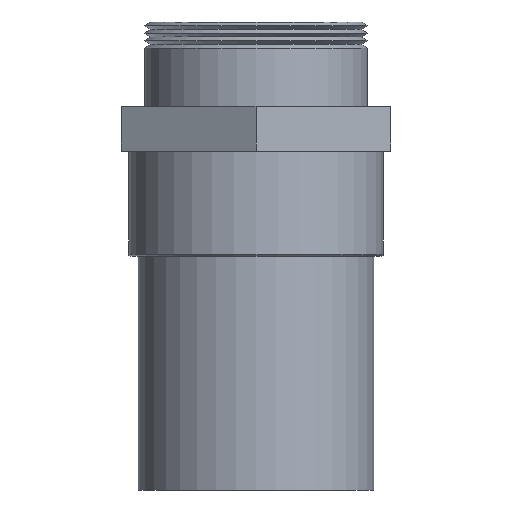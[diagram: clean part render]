
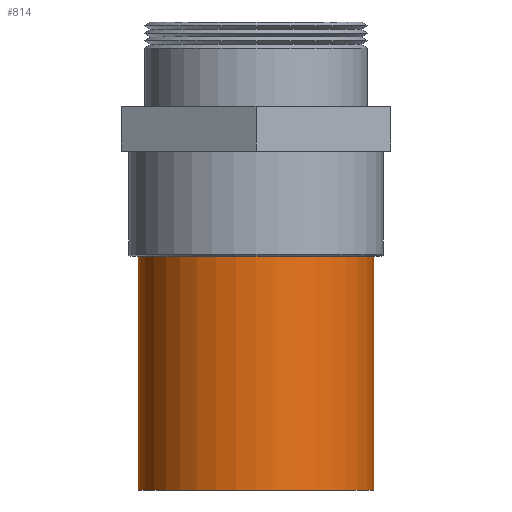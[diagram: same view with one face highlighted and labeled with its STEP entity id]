
A CAD part, front view. The second image highlights one B-rep face of the part: STEP entity #814.
In plain terms, the highlighted cylindrical face has radius 31.5 mm (diameter 63 mm), a partial arc.
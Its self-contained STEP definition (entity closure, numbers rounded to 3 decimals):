
#54 = ORIENTED_EDGE ( 'NONE', *, *, #961, .T. ) ;
#104 = VERTEX_POINT ( 'NONE', #773 ) ;
#127 = DIRECTION ( 'NONE',  ( 0., 0., 1. ) ) ;
#133 = CARTESIAN_POINT ( 'NONE',  ( 0., 0., -62.5 ) ) ;
#180 = AXIS2_PLACEMENT_3D ( 'NONE', #1081, #299, #654 ) ;
#193 = DIRECTION ( 'NONE',  ( 0., 0., 1. ) ) ;
#218 = EDGE_CURVE ( 'NONE', #406, #939, #690, .T. ) ;
#266 = CARTESIAN_POINT ( 'NONE',  ( -31.5, 0., -62.5 ) ) ;
#299 = DIRECTION ( 'NONE',  ( 0., 0., 1. ) ) ;
#307 = EDGE_CURVE ( 'NONE', #406, #648, #556, .T. ) ;
#327 = CARTESIAN_POINT ( 'NONE',  ( 31.5, 0., 0. ) ) ;
#330 = ORIENTED_EDGE ( 'NONE', *, *, #346, .F. ) ;
#346 = EDGE_CURVE ( 'NONE', #648, #104, #513, .T. ) ;
#387 = FACE_OUTER_BOUND ( 'NONE', #437, .T. ) ;
#406 = VERTEX_POINT ( 'NONE', #1007 ) ;
#433 = ORIENTED_EDGE ( 'NONE', *, *, #307, .F. ) ;
#437 = EDGE_LOOP ( 'NONE', ( #433, #1059, #54, #330 ) ) ;
#454 = VECTOR ( 'NONE', #678, 1000. ) ;
#480 = DIRECTION ( 'NONE',  ( 0., 0., 1. ) ) ;
#512 = AXIS2_PLACEMENT_3D ( 'NONE', #133, #480, #821 ) ;
#513 = CIRCLE ( 'NONE', #512, 31.5 ) ;
#541 = DIRECTION ( 'NONE',  ( 1., 0., 0. ) ) ;
#556 = LINE ( 'NONE', #897, #564 ) ;
#564 = VECTOR ( 'NONE', #127, 1000. ) ;
#648 = VERTEX_POINT ( 'NONE', #266 ) ;
#654 = DIRECTION ( 'NONE',  ( 1., 0., 0. ) ) ;
#676 = AXIS2_PLACEMENT_3D ( 'NONE', #968, #193, #541 ) ;
#678 = DIRECTION ( 'NONE',  ( 0., 0., 1. ) ) ;
#690 = CIRCLE ( 'NONE', #676, 31.5 ) ;
#733 = CYLINDRICAL_SURFACE ( 'NONE', #180, 31.5 ) ;
#773 = CARTESIAN_POINT ( 'NONE',  ( 31.5, 0., -62.5 ) ) ;
#814 = ADVANCED_FACE ( 'NONE', ( #387 ), #733, .T. ) ;
#821 = DIRECTION ( 'NONE',  ( 1., 0., 0. ) ) ;
#897 = CARTESIAN_POINT ( 'NONE',  ( -31.5, 0., 0. ) ) ;
#930 = CARTESIAN_POINT ( 'NONE',  ( 31.5, 0., -125. ) ) ;
#939 = VERTEX_POINT ( 'NONE', #930 ) ;
#961 = EDGE_CURVE ( 'NONE', #939, #104, #1105, .T. ) ;
#968 = CARTESIAN_POINT ( 'NONE',  ( 0., 0., -125. ) ) ;
#1007 = CARTESIAN_POINT ( 'NONE',  ( -31.5, 0., -125. ) ) ;
#1059 = ORIENTED_EDGE ( 'NONE', *, *, #218, .T. ) ;
#1081 = CARTESIAN_POINT ( 'NONE',  ( 0., 0., 0. ) ) ;
#1105 = LINE ( 'NONE', #327, #454 ) ;
